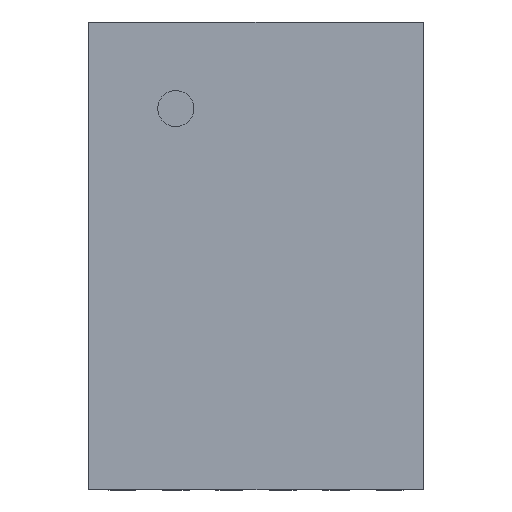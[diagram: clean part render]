
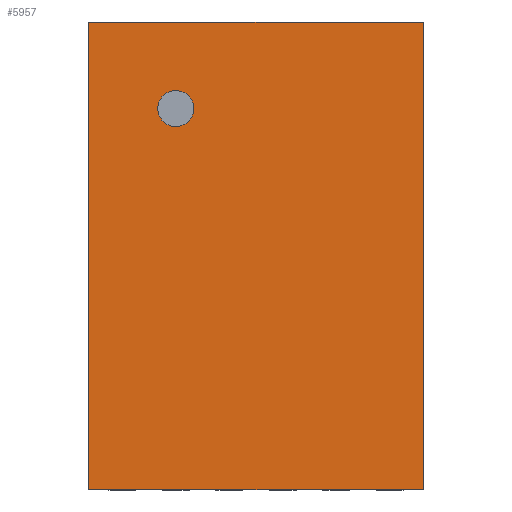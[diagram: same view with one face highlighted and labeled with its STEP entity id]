
A CAD part, top view. The second image highlights one B-rep face of the part: STEP entity #5957.
In plain terms, the highlighted planar face has unit normal (0, 0, 1).
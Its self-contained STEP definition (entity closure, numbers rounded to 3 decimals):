
#13=FACE_BOUND('',#927,.T.);
#194=CIRCLE('',#6381,0.135);
#604=FACE_OUTER_BOUND('',#926,.T.);
#926=EDGE_LOOP('',(#5353,#5354,#5355,#5356));
#927=EDGE_LOOP('',(#5357));
#1471=LINE('',#9491,#2158);
#1602=LINE('',#9798,#2289);
#1603=LINE('',#9801,#2290);
#1605=LINE('',#9804,#2292);
#2158=VECTOR('',#7735,1000.);
#2289=VECTOR('',#8068,1000.);
#2290=VECTOR('',#8071,1000.);
#2292=VECTOR('',#8075,1000.);
#2786=VERTEX_POINT('',#9488);
#2787=VERTEX_POINT('',#9490);
#2818=VERTEX_POINT('',#9582);
#2862=VERTEX_POINT('',#9796);
#2863=VERTEX_POINT('',#9800);
#3541=EDGE_CURVE('',#2787,#2786,#1471,.T.);
#3588=EDGE_CURVE('',#2818,#2818,#194,.T.);
#3694=EDGE_CURVE('',#2786,#2862,#1602,.T.);
#3695=EDGE_CURVE('',#2863,#2787,#1603,.T.);
#3697=EDGE_CURVE('',#2862,#2863,#1605,.T.);
#5353=ORIENTED_EDGE('',*,*,#3694,.T.);
#5354=ORIENTED_EDGE('',*,*,#3697,.T.);
#5355=ORIENTED_EDGE('',*,*,#3695,.T.);
#5356=ORIENTED_EDGE('',*,*,#3541,.T.);
#5357=ORIENTED_EDGE('',*,*,#3588,.F.);
#5636=PLANE('',#6467);
#5957=ADVANCED_FACE('',(#604,#13),#5636,.T.);
#6381=AXIS2_PLACEMENT_3D('',#9584,#7814,#7815);
#6467=AXIS2_PLACEMENT_3D('',#9805,#8076,#8077);
#7735=DIRECTION('',(-1.,0.,0.));
#7814=DIRECTION('center_axis',(0.,0.,1.));
#7815=DIRECTION('ref_axis',(1.,0.,0.));
#8068=DIRECTION('',(0.,-1.,0.));
#8071=DIRECTION('',(0.,1.,0.));
#8075=DIRECTION('',(1.,0.,0.));
#8076=DIRECTION('center_axis',(0.,0.,1.));
#8077=DIRECTION('ref_axis',(1.,0.,0.));
#9488=CARTESIAN_POINT('',(-1.25,1.75,0.85));
#9490=CARTESIAN_POINT('',(1.25,1.75,0.85));
#9491=CARTESIAN_POINT('',(-0.525,1.75,0.85));
#9582=CARTESIAN_POINT('',(-0.735,1.102,0.85));
#9584=CARTESIAN_POINT('Origin',(-0.6,1.102,0.85));
#9796=CARTESIAN_POINT('',(-1.25,-1.75,0.85));
#9798=CARTESIAN_POINT('',(-1.25,0.025,0.85));
#9800=CARTESIAN_POINT('',(1.25,-1.75,0.85));
#9801=CARTESIAN_POINT('',(1.25,0.025,0.85));
#9804=CARTESIAN_POINT('',(-0.525,-1.75,0.85));
#9805=CARTESIAN_POINT('Origin',(-1.25,-1.75,0.85));
